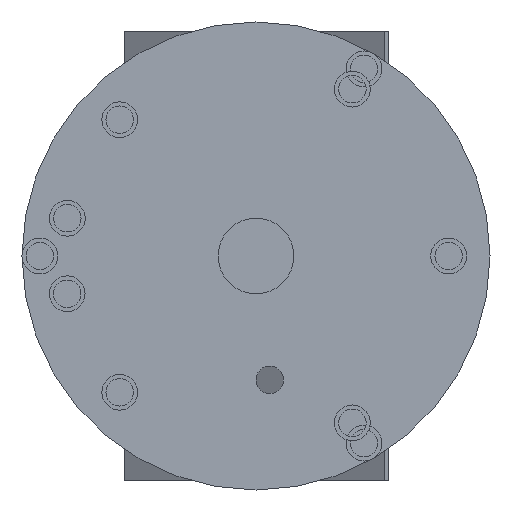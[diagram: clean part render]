
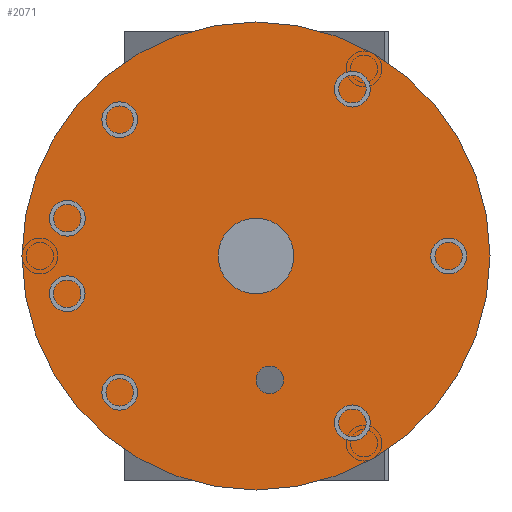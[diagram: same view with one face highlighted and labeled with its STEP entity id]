
A CAD part, front view. The second image highlights one B-rep face of the part: STEP entity #2071.
In plain terms, the highlighted planar face has unit normal (0, -1, 0).
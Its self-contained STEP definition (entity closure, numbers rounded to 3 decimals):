
#75=FACE_BOUND('',#411,.T.);
#76=FACE_BOUND('',#412,.T.);
#162=PLANE('',#2260);
#257=FACE_OUTER_BOUND('',#410,.T.);
#410=EDGE_LOOP('',(#1773));
#411=EDGE_LOOP('',(#1774));
#412=EDGE_LOOP('',(#1775));
#889=CIRCLE('',#2251,10.);
#891=CIRCLE('',#2254,27.5);
#894=CIRCLE('',#2258,170.);
#1071=VERTEX_POINT('',#3352);
#1073=VERTEX_POINT('',#3358);
#1076=VERTEX_POINT('',#3366);
#1311=EDGE_CURVE('',#1071,#1071,#889,.T.);
#1314=EDGE_CURVE('',#1073,#1073,#891,.T.);
#1319=EDGE_CURVE('',#1076,#1076,#894,.T.);
#1773=ORIENTED_EDGE('',*,*,#1319,.F.);
#1774=ORIENTED_EDGE('',*,*,#1311,.T.);
#1775=ORIENTED_EDGE('',*,*,#1314,.T.);
#2071=ADVANCED_FACE('',(#257,#75,#76),#162,.F.);
#2251=AXIS2_PLACEMENT_3D('',#3353,#2711,#2712);
#2254=AXIS2_PLACEMENT_3D('',#3359,#2718,#2719);
#2258=AXIS2_PLACEMENT_3D('',#3368,#2728,#2729);
#2260=AXIS2_PLACEMENT_3D('',#3370,#2732,#2733);
#2711=DIRECTION('center_axis',(0.,1.,0.));
#2712=DIRECTION('ref_axis',(1.,0.,0.));
#2718=DIRECTION('center_axis',(0.,1.,0.));
#2719=DIRECTION('ref_axis',(1.,0.,0.));
#2728=DIRECTION('center_axis',(0.,1.,0.));
#2729=DIRECTION('ref_axis',(1.,0.,0.));
#2732=DIRECTION('center_axis',(0.,1.,0.));
#2733=DIRECTION('ref_axis',(1.,0.,0.));
#3352=CARTESIAN_POINT('',(0.,81.,-90.));
#3353=CARTESIAN_POINT('Origin',(10.,81.,-90.));
#3358=CARTESIAN_POINT('',(-27.5,81.,0.));
#3359=CARTESIAN_POINT('Origin',(0.,81.,0.));
#3366=CARTESIAN_POINT('',(-170.,81.,0.));
#3368=CARTESIAN_POINT('Origin',(0.,81.,0.));
#3370=CARTESIAN_POINT('Origin',(0.,81.,0.));
